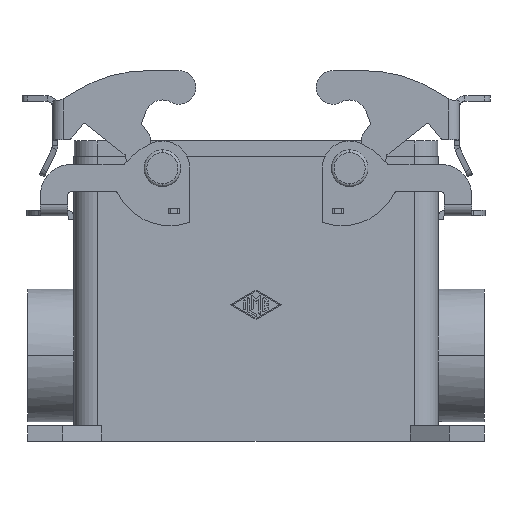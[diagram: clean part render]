
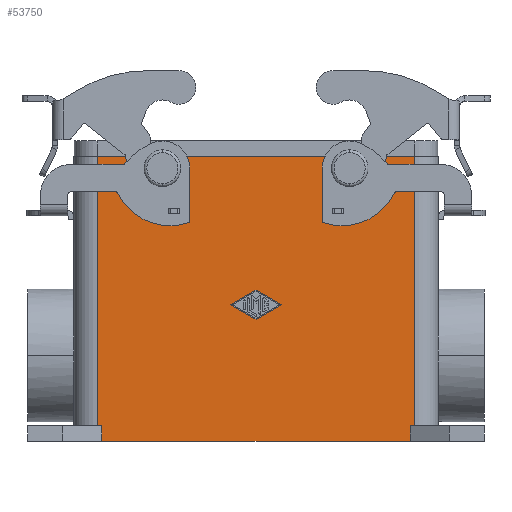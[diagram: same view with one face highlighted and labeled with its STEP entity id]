
A CAD part, front view. The second image highlights one B-rep face of the part: STEP entity #53750.
In plain terms, the highlighted planar face has unit normal (0, -1, 0).
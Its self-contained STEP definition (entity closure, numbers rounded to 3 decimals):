
#17750=CARTESIAN_POINT('',(0.,-22.25,
-1.5));
#17760=VERTEX_POINT('',#17750);
#17940=CARTESIAN_POINT('',(0.,-22.25,1.5)
);
#17950=VERTEX_POINT('',#17940);
#17980=CARTESIAN_POINT('',(0.,-22.25,0.));
#17990=DIRECTION('',(0.,1.,0.));
#18000=DIRECTION('',(0.,0.,1.));
#18010=AXIS2_PLACEMENT_3D('',#17980,#17990,#18000);
#18020=CIRCLE('',#18010,1.5);
#18030=EDGE_CURVE('',#17950,#17760,#18020,.T.);
#23330=CARTESIAN_POINT('',(-48.,-22.25,1.5));
#23340=VERTEX_POINT('',#23330);
#23390=CARTESIAN_POINT('',(-48.,-22.25,0.));
#23400=DIRECTION('',(0.,1.,0.));
#23410=DIRECTION('',(0.,0.,1.));
#23420=AXIS2_PLACEMENT_3D('',#23390,#23400,#23410);
#23430=CIRCLE('',#23420,1.5);
#23440=CARTESIAN_POINT('',(-48.,-22.25,-1.5));
#23450=VERTEX_POINT('',#23440);
#23460=EDGE_CURVE('',#23340,#23450,#23430,.T.);
#43350=CARTESIAN_POINT('',(-24.,-22.25,-38.749));
#43360=VERTEX_POINT('',#43350);
#43410=CARTESIAN_POINT('',(-24.,-22.25,-38.749));
#43420=DIRECTION('',(-0.866,0.,0.5));
#43430=VECTOR('',#43420,7.504);
#43440=LINE('',#43410,#43430);
#43450=CARTESIAN_POINT('',(-30.5,-22.25,-35.));
#43460=VERTEX_POINT('',#43450);
#43470=EDGE_CURVE('',#43360,#43460,#43440,.T.);
#43820=CARTESIAN_POINT('',(-17.5,-22.25,-35.));
#43830=VERTEX_POINT('',#43820);
#43880=CARTESIAN_POINT('',(-17.5,-22.25,-35.));
#43890=DIRECTION('',(-0.866,0.,-0.5));
#43900=VECTOR('',#43890,7.504);
#43910=LINE('',#43880,#43900);
#43920=EDGE_CURVE('',#43830,#43360,#43910,.T.);
#44200=CARTESIAN_POINT('',(-24.,-22.25,-31.251));
#44210=VERTEX_POINT('',#44200);
#44260=CARTESIAN_POINT('',(-24.,-22.25,-31.251));
#44270=DIRECTION('',(0.866,0.,-0.5));
#44280=VECTOR('',#44270,7.504);
#44290=LINE('',#44260,#44280);
#44300=EDGE_CURVE('',#44210,#43830,#44290,.T.);
#44550=CARTESIAN_POINT('',(-30.5,-22.25,-35.));
#44560=DIRECTION('',(0.866,0.,0.5));
#44570=VECTOR('',#44560,7.504);
#44580=LINE('',#44550,#44570);
#44590=EDGE_CURVE('',#43460,#44210,#44580,.T.);
#52880=CARTESIAN_POINT('',(15.5,-22.25,-70.));
#52890=DIRECTION('',(0.,-1.,0.));
#52900=DIRECTION('',(0.,0.,-1.));
#52910=AXIS2_PLACEMENT_3D('',#52880,#52890,#52900);
#52920=PLANE('',#52910);
#52930=CARTESIAN_POINT('',(-63.5,-22.25,-66.));
#52940=DIRECTION('',(-1.,0.,0.));
#52950=VECTOR('',#52940,1.25);
#52960=LINE('',#52930,#52950);
#52970=CARTESIAN_POINT('',(-63.5,-22.25,-66.));
#52980=VERTEX_POINT('',#52970);
#52990=CARTESIAN_POINT('',(-64.75,-22.25,-66.));
#53000=VERTEX_POINT('',#52990);
#53010=EDGE_CURVE('',#52980,#53000,#52960,.T.);
#53020=ORIENTED_EDGE('',*,*,#53010,.F.);
#53030=CARTESIAN_POINT('',(-64.75,-22.25,-66.));
#53040=DIRECTION('',(0.,0.,1.));
#53050=VECTOR('',#53040,69.);
#53060=LINE('',#53030,#53050);
#53070=CARTESIAN_POINT('',(-64.75,-22.25,3.));
#53080=VERTEX_POINT('',#53070);
#53090=EDGE_CURVE('',#53000,#53080,#53060,.T.);
#53100=ORIENTED_EDGE('',*,*,#53090,.F.);
#53110=CARTESIAN_POINT('',(16.75,-22.25,3.));
#53120=DIRECTION('',(-1.,0.,0.));
#53130=VECTOR('',#53120,81.5);
#53140=LINE('',#53110,#53130);
#53150=CARTESIAN_POINT('',(16.75,-22.25,3.));
#53160=VERTEX_POINT('',#53150);
#53170=EDGE_CURVE('',#53160,#53080,#53140,.T.);
#53180=ORIENTED_EDGE('',*,*,#53170,.T.);
#53190=CARTESIAN_POINT('',(16.75,-22.25,-66.));
#53200=DIRECTION('',(0.,0.,1.));
#53210=VECTOR('',#53200,69.);
#53220=LINE('',#53190,#53210);
#53230=CARTESIAN_POINT('',(16.75,-22.25,-66.));
#53240=VERTEX_POINT('',#53230);
#53250=EDGE_CURVE('',#53240,#53160,#53220,.T.);
#53260=ORIENTED_EDGE('',*,*,#53250,.T.);
#53270=CARTESIAN_POINT('',(16.75,-22.25,-66.));
#53280=DIRECTION('',(-1.,0.,0.));
#53290=VECTOR('',#53280,1.25);
#53300=LINE('',#53270,#53290);
#53310=CARTESIAN_POINT('',(15.5,-22.25,-66.));
#53320=VERTEX_POINT('',#53310);
#53330=EDGE_CURVE('',#53240,#53320,#53300,.T.);
#53340=ORIENTED_EDGE('',*,*,#53330,.F.);
#53350=CARTESIAN_POINT('',(15.5,-22.25,-70.));
#53360=DIRECTION('',(0.,0.,1.));
#53370=VECTOR('',#53360,4.);
#53380=LINE('',#53350,#53370);
#53390=CARTESIAN_POINT('',(15.5,-22.25,-70.));
#53400=VERTEX_POINT('',#53390);
#53410=EDGE_CURVE('',#53400,#53320,#53380,.T.);
#53420=ORIENTED_EDGE('',*,*,#53410,.T.);
#53430=CARTESIAN_POINT('',(15.5,-22.25,-70.));
#53440=DIRECTION('',(-1.,0.,0.));
#53450=VECTOR('',#53440,79.);
#53460=LINE('',#53430,#53450);
#53470=CARTESIAN_POINT('',(-63.5,-22.25,-70.));
#53480=VERTEX_POINT('',#53470);
#53490=EDGE_CURVE('',#53400,#53480,#53460,.T.);
#53500=ORIENTED_EDGE('',*,*,#53490,.F.);
#53510=CARTESIAN_POINT('',(-63.5,-22.25,-70.));
#53520=DIRECTION('',(0.,0.,1.));
#53530=VECTOR('',#53520,4.);
#53540=LINE('',#53510,#53530);
#53550=EDGE_CURVE('',#53480,#52980,#53540,.T.);
#53560=ORIENTED_EDGE('',*,*,#53550,.F.);
#53570=EDGE_LOOP('',(#53560,#53500,#53420,#53340,#53260,#53180,#53100,
#53020));
#53580=FACE_OUTER_BOUND('',#53570,.T.);
#53590=EDGE_CURVE('',#17760,#17950,#18020,.T.);
#53600=ORIENTED_EDGE('',*,*,#53590,.T.);
#53610=ORIENTED_EDGE('',*,*,#18030,.T.);
#53620=EDGE_LOOP('',(#53610,#53600));
#53630=FACE_BOUND('',#53620,.T.);
#53640=ORIENTED_EDGE('',*,*,#23460,.T.);
#53650=EDGE_CURVE('',#23450,#23340,#23430,.T.);
#53660=ORIENTED_EDGE('',*,*,#53650,.T.);
#53670=EDGE_LOOP('',(#53660,#53640));
#53680=FACE_BOUND('',#53670,.T.);
#53690=ORIENTED_EDGE('',*,*,#43920,.T.);
#53700=ORIENTED_EDGE('',*,*,#44300,.T.);
#53710=ORIENTED_EDGE('',*,*,#44590,.T.);
#53720=ORIENTED_EDGE('',*,*,#43470,.T.);
#53730=EDGE_LOOP('',(#53720,#53710,#53700,#53690));
#53740=FACE_BOUND('',#53730,.T.);
#53750=ADVANCED_FACE('',(#53580,#53630,#53680,#53740),#52920,.T.);
